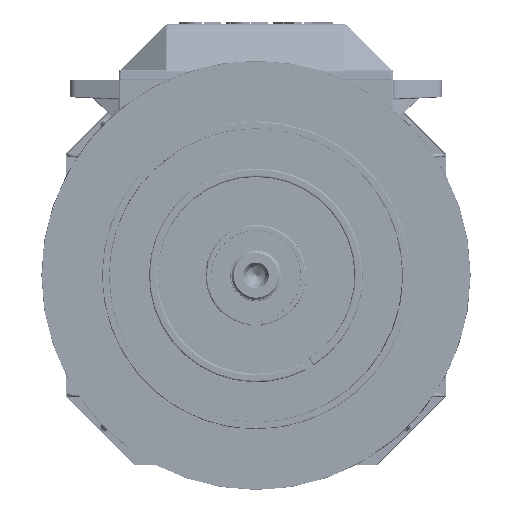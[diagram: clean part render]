
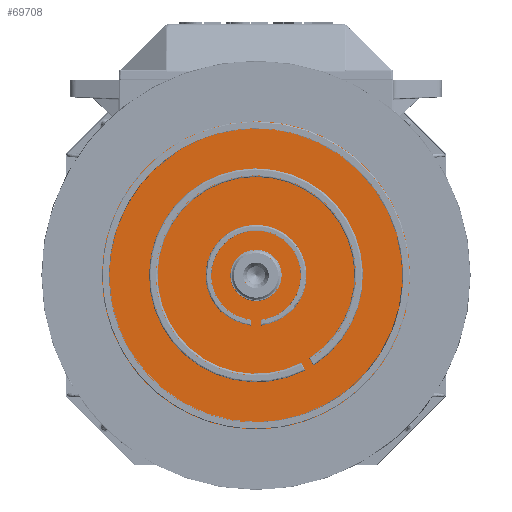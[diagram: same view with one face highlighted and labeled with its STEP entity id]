
A CAD part, left-side view. The second image highlights one B-rep face of the part: STEP entity #69708.
In plain terms, the highlighted planar face has unit normal (-1, 0, 0).
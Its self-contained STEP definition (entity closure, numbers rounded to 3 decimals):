
#2837=PLANE('',#170611);
#69708=ADVANCED_FACE('',(#76526),#2837,.T.);
#76526=FACE_OUTER_BOUND('',#81633,.T.);
#81633=EDGE_LOOP('',(#104459));
#104459=ORIENTED_EDGE('',*,*,#151136,.T.);
#127798=VERTEX_POINT('',#357421);
#151136=EDGE_CURVE('',#127798,#127798,#164120,.T.);
#164120=B_SPLINE_CURVE_WITH_KNOTS('',3,(#357387,#357388,#357389,#357390,
#357391,#357392,#357393,#357394,#357395,#357396,#357397,#357398,#357399,
#357400,#357401,#357402,#357403,#357404,#357405,#357406,#357407,#357408,
#357409,#357410,#357411,#357412,#357413,#357414,#357415,#357416,#357417,
#357418,#357419,#357420),.UNSPECIFIED.,.T.,.F.,(2,2,2,2,2,2,2,2,2,2,2,2,
2,2,2,2,2,2,2),(-0.063,0.,0.063,0.125,0.188,0.25,0.313,0.375,0.438,
0.5,0.563,0.625,0.688,0.75,0.813,0.875,0.938,1.,1.063),
 .UNSPECIFIED.);
#170611=AXIS2_PLACEMENT_3D('',#357422,#189856,#189857);
#189856=DIRECTION('',(-1.,0.,0.));
#189857=DIRECTION('',(0.,0.,-1.));
#357387=CARTESIAN_POINT('',(-47.5,-102.398,-13.56));
#357388=CARTESIAN_POINT('',(-47.5,-102.396,13.57));
#357389=CARTESIAN_POINT('',(-47.5,-99.781,26.669));
#357390=CARTESIAN_POINT('',(-47.5,-89.421,51.709));
#357391=CARTESIAN_POINT('',(-47.5,-81.983,62.821));
#357392=CARTESIAN_POINT('',(-47.5,-62.825,81.994));
#357393=CARTESIAN_POINT('',(-47.5,-51.705,89.412));
#357394=CARTESIAN_POINT('',(-47.5,-26.663,99.794));
#357395=CARTESIAN_POINT('',(-47.5,-13.552,102.392));
#357396=CARTESIAN_POINT('',(-47.5,13.556,102.401));
#357397=CARTESIAN_POINT('',(-47.5,26.663,99.785));
#357398=CARTESIAN_POINT('',(-47.5,51.711,89.419));
#357399=CARTESIAN_POINT('',(-47.5,62.819,81.986));
#357400=CARTESIAN_POINT('',(-47.5,81.993,62.824));
#357401=CARTESIAN_POINT('',(-47.5,89.411,51.706));
#357402=CARTESIAN_POINT('',(-47.5,99.794,26.664));
#357403=CARTESIAN_POINT('',(-47.5,102.392,13.554));
#357404=CARTESIAN_POINT('',(-47.5,102.401,-13.554));
#357405=CARTESIAN_POINT('',(-47.5,99.785,-26.661));
#357406=CARTESIAN_POINT('',(-47.5,89.42,-51.71));
#357407=CARTESIAN_POINT('',(-47.5,81.987,-62.818));
#357408=CARTESIAN_POINT('',(-47.5,62.825,-81.993));
#357409=CARTESIAN_POINT('',(-47.5,51.707,-89.411));
#357410=CARTESIAN_POINT('',(-47.5,26.666,-99.793));
#357411=CARTESIAN_POINT('',(-47.5,13.556,-102.392));
#357412=CARTESIAN_POINT('',(-47.5,-13.554,-102.402));
#357413=CARTESIAN_POINT('',(-47.5,-26.665,-99.784));
#357414=CARTESIAN_POINT('',(-47.5,-51.704,-89.422));
#357415=CARTESIAN_POINT('',(-47.5,-62.8,-82.001));
#357416=CARTESIAN_POINT('',(-47.5,-82.008,-62.812));
#357417=CARTESIAN_POINT('',(-47.5,-89.404,-51.75));
#357418=CARTESIAN_POINT('',(-47.5,-99.799,-26.626));
#357419=CARTESIAN_POINT('',(-47.5,-102.398,-13.56));
#357420=CARTESIAN_POINT('',(-47.5,-102.396,13.57));
#357421=CARTESIAN_POINT('',(-47.5,-102.397,0.));
#357422=CARTESIAN_POINT('',(-47.5,-103.626,-103.626));
